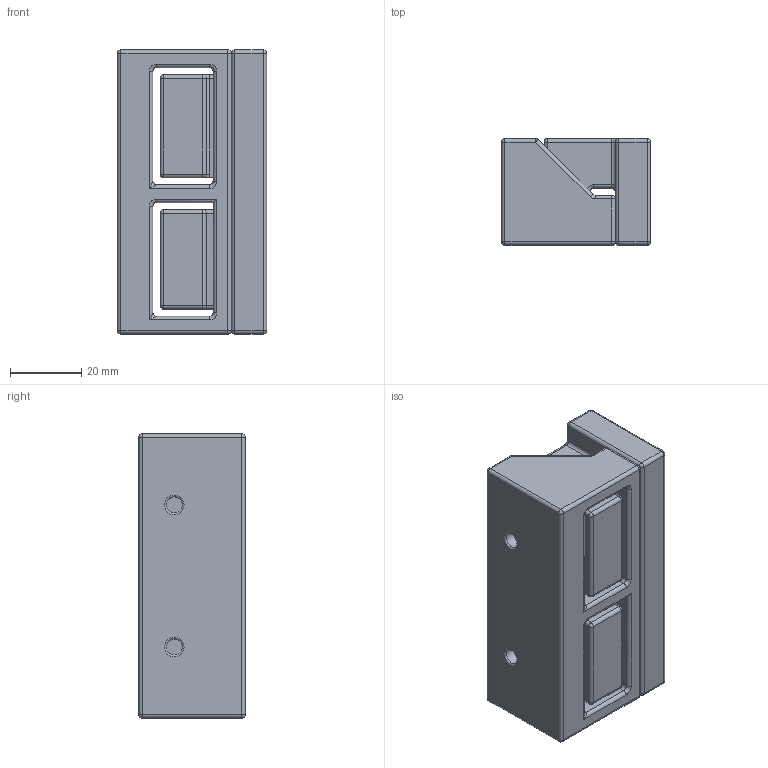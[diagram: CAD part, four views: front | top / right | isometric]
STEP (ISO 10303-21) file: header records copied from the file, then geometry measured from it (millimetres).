
FILE_DESCRIPTION(/* description */ (''),/* implementation_level */ '2;1');
FILE_NAME(/* name */ 'Bettfu_v4.step',/* time_stamp */ '2025-03-29T15:30:21+01:00',/* author */ (''),/* organization */ (''),/* preprocessor_version */ 'ST-DEVELOPER v20.1',/* originating_system */ 'Autodesk Translation Framework v14.4.0.0',/* authorisation */ '');
FILE_SCHEMA (('AUTOMOTIVE_DESIGN { 1 0 10303 214 3 1 1 }'));
Length unit declared in the file: millimetre
Products named in the file (1): Bettfuß
Bounding box: 42 x 30 x 80 mm (x, y, z)
Volume: 83598.7 mm3; surface area: 25299.7 mm2
Topology: 2 solids, 2 shells, 260 faces, 598 edges, 335 vertices
Faces by surface type: cylinder 98, bspline 61, plane 36, torus 31, sphere 30, cone 4
Full cylindrical faces by diameter (mm): 4.5 x4, 10 x2
Entity records: 14559 total; most frequent: CARTESIAN_POINT 8854, ORIENTED_EDGE 1188, DIRECTION 1188, EDGE_CURVE 594, AXIS2_PLACEMENT_3D 495, VERTEX_POINT 335, CIRCLE 282, EDGE_LOOP 273
